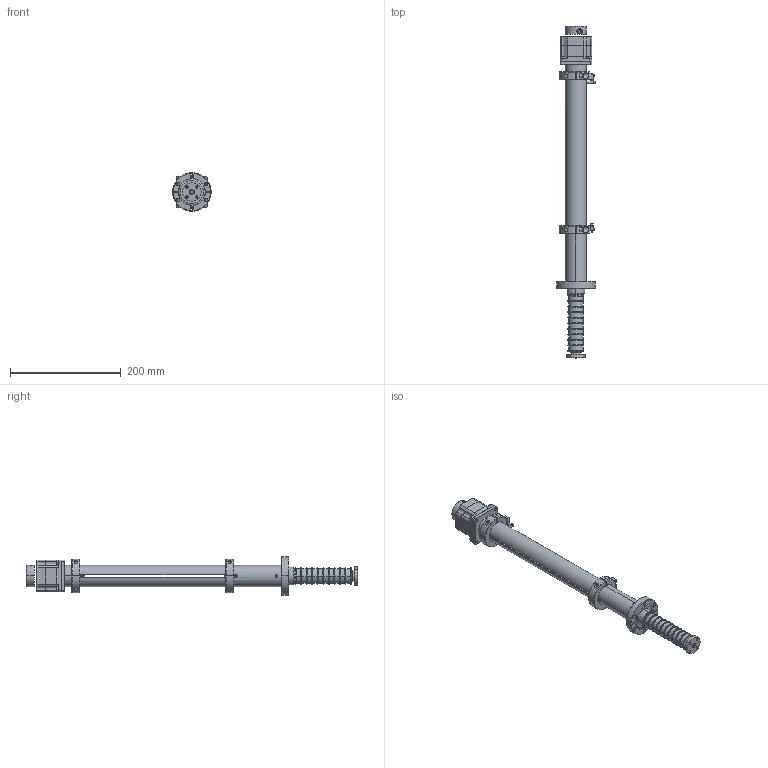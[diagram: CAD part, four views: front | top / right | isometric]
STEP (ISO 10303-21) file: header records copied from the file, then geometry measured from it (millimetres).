
FILE_DESCRIPTION (( 'STEP AP214' ), '1' );
FILE_NAME ('QN110218-01, FLMR-275-50-10_MS_LS.STEP', '2018-04-09T15:48:43', ( '' ), ( '' ), 'SwSTEP 2.0', 'SolidWorks 2010', '' );
FILE_SCHEMA (( 'AUTOMOTIVE_DESIGN' ));
Length unit declared in the file: inch
Products named in the file (1): QN110218-01, FLMR-275-50-10_MS_LS
Bounding box: 69.84 x 599.74 x 69.34 mm (x, y, z)
Surface area: 152177.2 mm2 (no closed solid volume)
Topology: 0 solids, 84 shells, 620 faces, 1802 edges, 1246 vertices
Faces by surface type: cylinder 286, plane 198, cone 118, torus 10, sphere 8
Entity records: 30488 total; most frequent: CARTESIAN_POINT 5669, DIRECTION 3817, ORIENTED_EDGE 2945, EDGE_CURVE 1800, AXIS2_PLACEMENT_3D 1522, VERTEX_POINT 1246, CIRCLE 901, VECTOR 773
